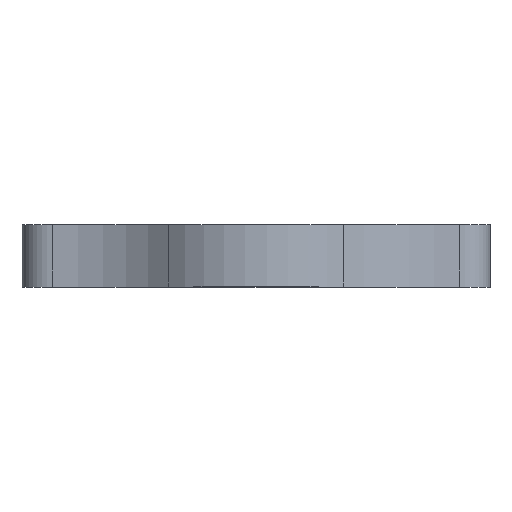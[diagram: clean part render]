
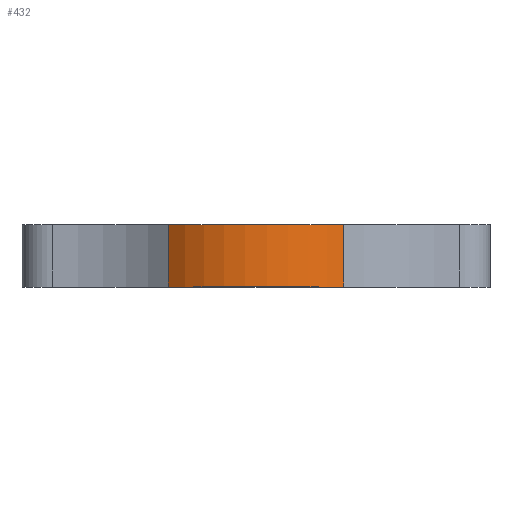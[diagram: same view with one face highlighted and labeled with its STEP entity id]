
A CAD part, top view. The second image highlights one B-rep face of the part: STEP entity #432.
In plain terms, the highlighted cylindrical face has radius 12.6 mm (diameter 25.2 mm), a partial arc.
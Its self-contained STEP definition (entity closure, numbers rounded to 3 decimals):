
#13 = AXIS2_PLACEMENT_3D ( 'NONE', #31, #731, #242 ) ;
#30 = DIRECTION ( 'NONE',  ( 0., 1., 0. ) ) ;
#31 = CARTESIAN_POINT ( 'NONE',  ( 0., 0., 0. ) ) ;
#38 = CARTESIAN_POINT ( 'NONE',  ( 8.431, 0., 9.364 ) ) ;
#44 = EDGE_CURVE ( 'NONE', #839, #807, #77, .T. ) ;
#77 = LINE ( 'NONE', #358, #734 ) ;
#85 = DIRECTION ( 'NONE',  ( 0., 1., 0. ) ) ;
#102 = CARTESIAN_POINT ( 'NONE',  ( 8.431, 6., 9.364 ) ) ;
#110 = ORIENTED_EDGE ( 'NONE', *, *, #818, .F. ) ;
#159 = VERTEX_POINT ( 'NONE', #632 ) ;
#202 = VERTEX_POINT ( 'NONE', #359 ) ;
#212 = EDGE_LOOP ( 'NONE', ( #110, #481, #215, #274 ) ) ;
#215 = ORIENTED_EDGE ( 'NONE', *, *, #296, .T. ) ;
#242 = DIRECTION ( 'NONE',  ( 0., 0., 1. ) ) ;
#249 = AXIS2_PLACEMENT_3D ( 'NONE', #409, #888, #745 ) ;
#274 = ORIENTED_EDGE ( 'NONE', *, *, #44, .T. ) ;
#289 = CARTESIAN_POINT ( 'NONE',  ( -8.431, 6., 9.364 ) ) ;
#296 = EDGE_CURVE ( 'NONE', #202, #839, #595, .T. ) ;
#358 = CARTESIAN_POINT ( 'NONE',  ( 8.431, 6., 9.364 ) ) ;
#359 = CARTESIAN_POINT ( 'NONE',  ( -8.431, 0., 9.364 ) ) ;
#372 = DIRECTION ( 'NONE',  ( 0., 0., 1. ) ) ;
#387 = EDGE_CURVE ( 'NONE', #159, #202, #588, .T. ) ;
#409 = CARTESIAN_POINT ( 'NONE',  ( 0., 6., 0. ) ) ;
#432 = ADVANCED_FACE ( 'NONE', ( #607 ), #819, .T. ) ;
#448 = AXIS2_PLACEMENT_3D ( 'NONE', #594, #30, #372 ) ;
#481 = ORIENTED_EDGE ( 'NONE', *, *, #387, .T. ) ;
#517 = CIRCLE ( 'NONE', #448, 12.6 ) ;
#540 = DIRECTION ( 'NONE',  ( 0., -1., 0. ) ) ;
#588 = LINE ( 'NONE', #289, #729 ) ;
#594 = CARTESIAN_POINT ( 'NONE',  ( 0., 6., 0. ) ) ;
#595 = CIRCLE ( 'NONE', #13, 12.6 ) ;
#607 = FACE_OUTER_BOUND ( 'NONE', #212, .T. ) ;
#632 = CARTESIAN_POINT ( 'NONE',  ( -8.431, 6., 9.364 ) ) ;
#729 = VECTOR ( 'NONE', #540, 1000. ) ;
#731 = DIRECTION ( 'NONE',  ( 0., 1., 0. ) ) ;
#734 = VECTOR ( 'NONE', #85, 1000. ) ;
#745 = DIRECTION ( 'NONE',  ( 0., 0., -1. ) ) ;
#807 = VERTEX_POINT ( 'NONE', #102 ) ;
#818 = EDGE_CURVE ( 'NONE', #159, #807, #517, .T. ) ;
#819 = CYLINDRICAL_SURFACE ( 'NONE', #249, 12.6 ) ;
#839 = VERTEX_POINT ( 'NONE', #38 ) ;
#888 = DIRECTION ( 'NONE',  ( 0., -1., 0. ) ) ;
